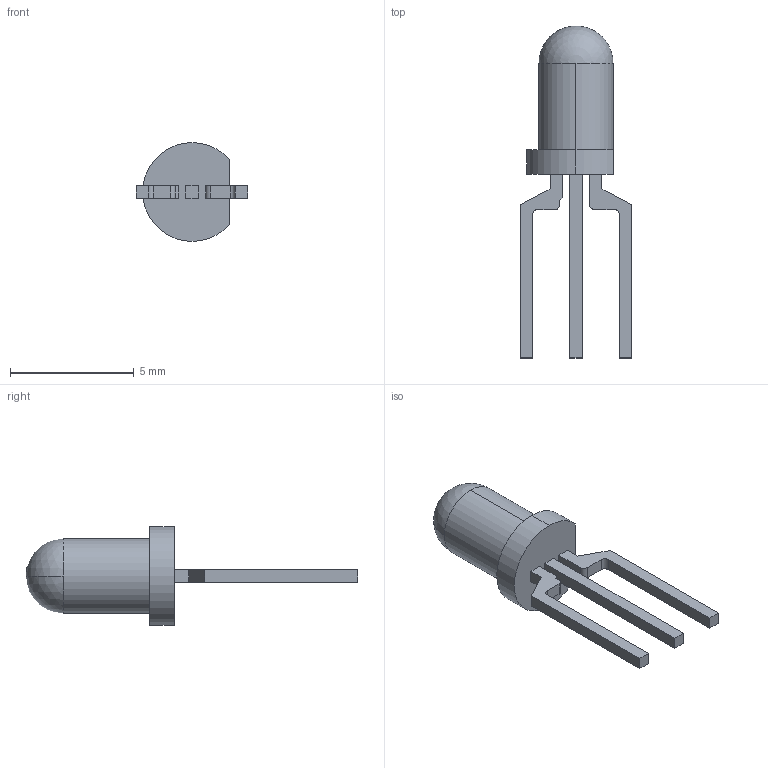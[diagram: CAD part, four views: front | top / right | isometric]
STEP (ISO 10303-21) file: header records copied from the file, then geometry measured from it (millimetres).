
FILE_DESCRIPTION (( 'STEP AP214' ), '1' );
FILE_NAME ('User Library-LED RG.STEP', '2013-08-18T15:41:19', ( 'Windows User' ), ( '' ), 'SwSTEP 2.0', 'SolidWorks 2013', '' );
FILE_SCHEMA (( 'AUTOMOTIVE_DESIGN' ));
Length unit declared in the file: millimetre
Products named in the file (1): User Library-LED RG
Bounding box: 4.5 x 13.43 x 4 mm (x, y, z)
Volume: 49.6 mm3; surface area: 124.4 mm2
Topology: 1 solids, 1 shells, 39 faces, 104 edges, 68 vertices
Faces by surface type: plane 28, cylinder 9, sphere 2
Entity records: 1662 total; most frequent: CARTESIAN_POINT 210, DIRECTION 205, ORIENTED_EDGE 204, EDGE_CURVE 102, VECTOR 79, LINE 79, VERTEX_POINT 68, AXIS2_PLACEMENT_3D 63
